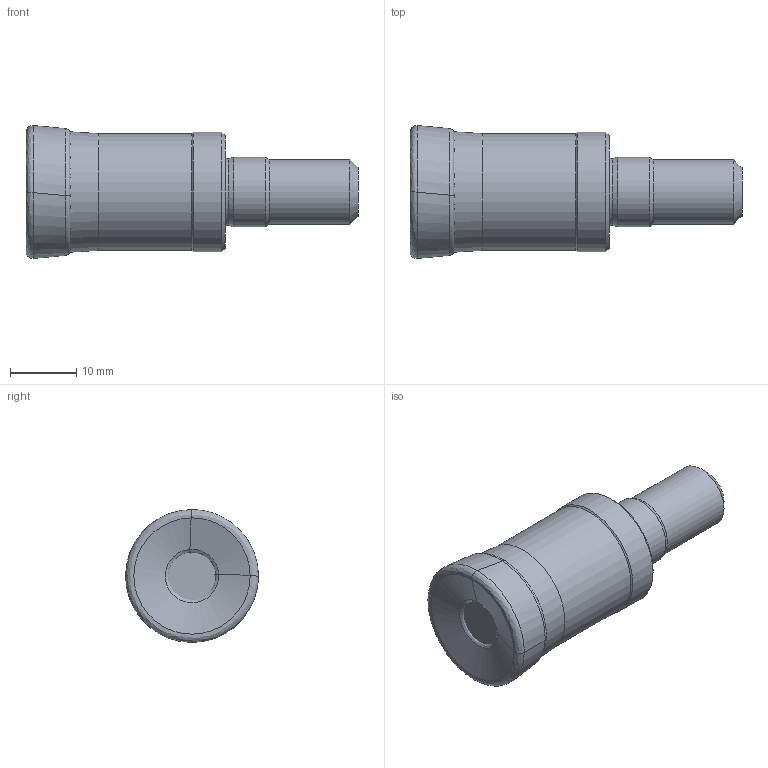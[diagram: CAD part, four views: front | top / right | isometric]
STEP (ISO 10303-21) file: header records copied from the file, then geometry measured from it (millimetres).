
FILE_DESCRIPTION(/* description */ (''),/* implementation_level */ '2;1');
FILE_NAME(/* name */ 'AEM95-XD0206-D20-M10-L30-Z03-H.stp',/* time_stamp */ '2023-10-19T17:48:57+03:00',/* author */ (''),/* organization */ (''),/* preprocessor_version */ 'ST-DEVELOPER v19.4',/* originating_system */ 'SIEMENS PLM Software NX2306.5001',/* authorisation */ '');
FILE_SCHEMA (('AUTOMOTIVE_DESIGN { 1 0 10303 214 3 1 1 1 }'));
Length unit declared in the file: millimetre
Products named in the file (1): AEM95-XD0206-D20-M10-L30-Z03-H-LIGHT_x_t_objects
Bounding box: 50 x 20.01 x 20.01 mm (x, y, z)
Volume: 10524.4 mm3; surface area: 3809.3 mm2
Topology: 2 solids, 2 shells, 33 faces, 62 edges, 32 vertices
Faces by surface type: bspline 16, cone 6, cylinder 4, plane 3, torus 2, revolution 2
Full cylindrical faces by diameter (mm): 9.75 x1, 10.5 x1, 17.6 x1, 18 x1
Entity records: 998 total; most frequent: CARTESIAN_POINT 392, DIRECTION 122, ORIENTED_EDGE 96, AXIS2_PLACEMENT_3D 56, EDGE_LOOP 48, EDGE_CURVE 48, CIRCLE 40, ADVANCED_FACE 33
